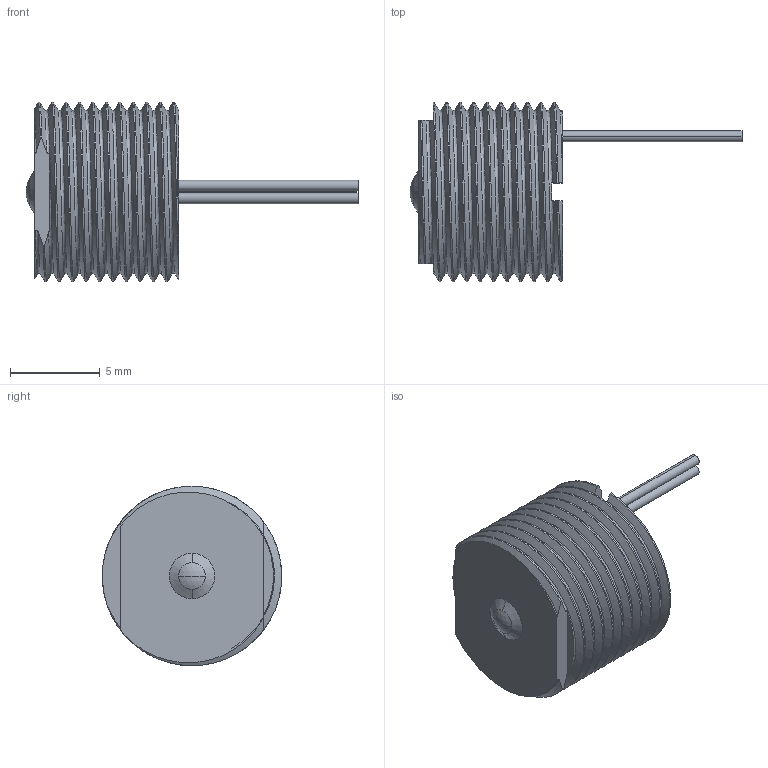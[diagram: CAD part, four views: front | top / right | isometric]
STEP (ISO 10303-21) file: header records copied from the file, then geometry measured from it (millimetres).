
FILE_DESCRIPTION (( 'STEP AP203' ), '1' );
FILE_NAME ('STM31A.STEP', '2016-06-29T13:27:50', ( '' ), ( '' ), 'SwSTEP 2.0', 'SolidWorks 2016', '' );
FILE_SCHEMA (( 'CONFIG_CONTROL_DESIGN' ));
Length unit declared in the file: millimetre
Products named in the file (1): STM31A
Bounding box: 18.5 x 10 x 10 mm (x, y, z)
Volume: 566.4 mm3; surface area: 586.2 mm2
Topology: 1 solids, 1 shells, 58 faces, 160 edges, 107 vertices
Faces by surface type: cylinder 28, bspline 14, plane 12, cone 2, sphere 2
Entity records: 10197 total; most frequent: CARTESIAN_POINT 8925, ORIENTED_EDGE 320, DIRECTION 171, EDGE_CURVE 160, VERTEX_POINT 107, AXIS2_PLACEMENT_3D 65, EDGE_LOOP 61, FACE_OUTER_BOUND 58
